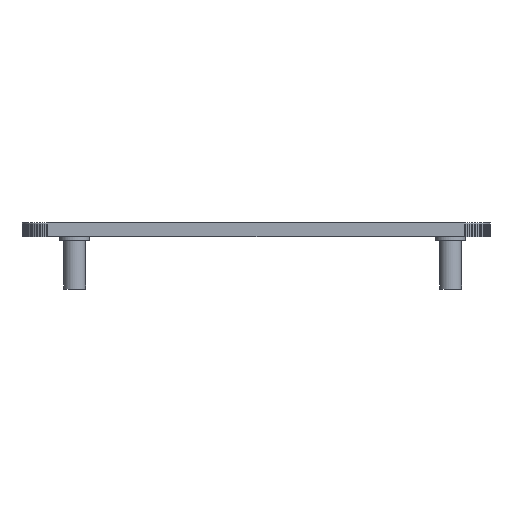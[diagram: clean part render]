
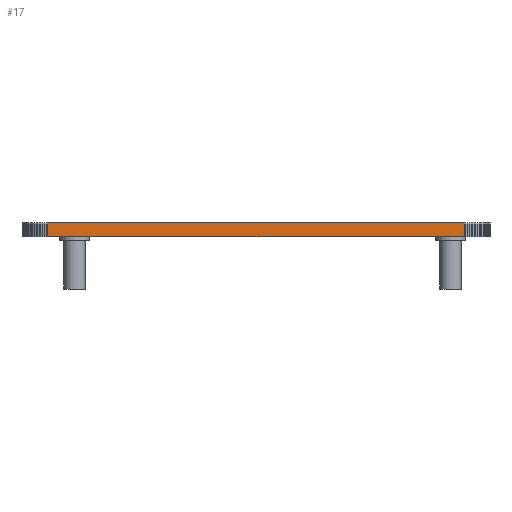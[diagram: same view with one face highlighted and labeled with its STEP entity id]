
A CAD part, left-side view. The second image highlights one B-rep face of the part: STEP entity #17.
In plain terms, the highlighted free-form (B-spline) face has degree [1, 1] with [2, 2] control points.
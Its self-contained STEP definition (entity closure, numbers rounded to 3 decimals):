
#17 = ADVANCED_FACE('',(#18),#31,.T.);
#18 = FACE_BOUND('',#19,.T.);
#19 = EDGE_LOOP('',(#20,#54,#87,#114));
#20 = ORIENTED_EDGE('',*,*,#21,.T.);
#21 = EDGE_CURVE('',#22,#24,#26,.T.);
#22 = VERTEX_POINT('',#23);
#23 = CARTESIAN_POINT('',(13.716,2.587,12.
    ));
#24 = VERTEX_POINT('',#25);
#25 = CARTESIAN_POINT('',(13.716,2.587,15.
    ));
#26 = SURFACE_CURVE('',#27,(#30,#42),.PCURVE_S1.);
#27 = B_SPLINE_CURVE_WITH_KNOTS('',1,(#28,#29),.UNSPECIFIED.,.F.,.F.,(2,
    2),(0.,472.441),.PIECEWISE_BEZIER_KNOTS.);
#28 = CARTESIAN_POINT('',(13.716,2.587,12.
    ));
#29 = CARTESIAN_POINT('',(13.716,2.587,15.
    ));
#30 = PCURVE('',#31,#36);
#31 = B_SPLINE_SURFACE_WITH_KNOTS('',1,1,(
    (#32,#33)
    ,(#34,#35
  )),.UNSPECIFIED.,.F.,.F.,.F.,(2,2),(2,2),(0.,3556.299),(-472.441
    ,0.),.PIECEWISE_BEZIER_KNOTS.);
#32 = CARTESIAN_POINT('',(13.716,2.587,15.
    ));
#33 = CARTESIAN_POINT('',(13.716,2.587,12.
    ));
#34 = CARTESIAN_POINT('',(13.716,92.917,
    15.));
#35 = CARTESIAN_POINT('',(13.716,92.917,
    12.));
#36 = DEFINITIONAL_REPRESENTATION('',(#37),#41);
#37 = B_SPLINE_CURVE_WITH_KNOTS('',2,(#38,#39,#40),.UNSPECIFIED.,.F.,.F.
  ,(3,3),(0.,472.441),.PIECEWISE_BEZIER_KNOTS.);
#38 = CARTESIAN_POINT('',(0.,0.));
#39 = CARTESIAN_POINT('',(0.,-236.22));
#40 = CARTESIAN_POINT('',(0.,-472.441));
#41 = ( GEOMETRIC_REPRESENTATION_CONTEXT(2) 
PARAMETRIC_REPRESENTATION_CONTEXT() REPRESENTATION_CONTEXT('2D SPACE',''
  ) );
#42 = PCURVE('',#43,#48);
#43 = B_SPLINE_SURFACE_WITH_KNOTS('',1,1,(
    (#44,#45)
    ,(#46,#47
    )),.UNSPECIFIED.,.F.,.F.,.F.,(2,2),(2,2),(0.,15.148),(
    -472.441,0.),.PIECEWISE_BEZIER_KNOTS.);
#44 = CARTESIAN_POINT('',(13.729,2.202,15.
    ));
#45 = CARTESIAN_POINT('',(13.729,2.202,12.
    ));
#46 = CARTESIAN_POINT('',(13.716,2.587,15.
    ));
#47 = CARTESIAN_POINT('',(13.716,2.587,12.
    ));
#48 = DEFINITIONAL_REPRESENTATION('',(#49),#53);
#49 = B_SPLINE_CURVE_WITH_KNOTS('',2,(#50,#51,#52),.UNSPECIFIED.,.F.,.F.
  ,(3,3),(0.,472.441),.PIECEWISE_BEZIER_KNOTS.);
#50 = CARTESIAN_POINT('',(15.148,0.));
#51 = CARTESIAN_POINT('',(15.148,-236.22));
#52 = CARTESIAN_POINT('',(15.148,-472.441));
#53 = ( GEOMETRIC_REPRESENTATION_CONTEXT(2) 
PARAMETRIC_REPRESENTATION_CONTEXT() REPRESENTATION_CONTEXT('2D SPACE',''
  ) );
#54 = ORIENTED_EDGE('',*,*,#55,.T.);
#55 = EDGE_CURVE('',#24,#56,#58,.T.);
#56 = VERTEX_POINT('',#57);
#57 = CARTESIAN_POINT('',(13.716,92.917,
    15.));
#58 = SURFACE_CURVE('',#59,(#62,#69),.PCURVE_S1.);
#59 = B_SPLINE_CURVE_WITH_KNOTS('',1,(#60,#61),.UNSPECIFIED.,.F.,.F.,(2,
    2),(0.,3556.299),.PIECEWISE_BEZIER_KNOTS.);
#60 = CARTESIAN_POINT('',(13.716,2.587,15.
    ));
#61 = CARTESIAN_POINT('',(13.716,92.917,
    15.));
#62 = PCURVE('',#31,#63);
#63 = DEFINITIONAL_REPRESENTATION('',(#64),#68);
#64 = B_SPLINE_CURVE_WITH_KNOTS('',2,(#65,#66,#67),.UNSPECIFIED.,.F.,.F.
  ,(3,3),(0.,3556.299),.PIECEWISE_BEZIER_KNOTS.);
#65 = CARTESIAN_POINT('',(0.,-472.441));
#66 = CARTESIAN_POINT('',(1778.15,-472.441));
#67 = CARTESIAN_POINT('',(3556.299,-472.441));
#68 = ( GEOMETRIC_REPRESENTATION_CONTEXT(2) 
PARAMETRIC_REPRESENTATION_CONTEXT() REPRESENTATION_CONTEXT('2D SPACE',''
  ) );
#69 = PCURVE('',#70,#75);
#70 = B_SPLINE_SURFACE_WITH_KNOTS('',1,1,(
    (#71,#72)
    ,(#73,#74
    )),.UNSPECIFIED.,.F.,.F.,.F.,(2,2),(2,2),(-5472.5,5472.5),(
    -2000.,2000.),.PIECEWISE_BEZIER_KNOTS.);
#71 = CARTESIAN_POINT('',(291.72,-3.048,
    15.));
#72 = CARTESIAN_POINT('',(291.72,98.552,
    15.));
#73 = CARTESIAN_POINT('',(13.716,-3.048,
    15.));
#74 = CARTESIAN_POINT('',(13.716,98.552,
    15.));
#75 = DEFINITIONAL_REPRESENTATION('',(#76),#86);
#76 = B_SPLINE_CURVE_WITH_KNOTS('',8,(#77,#78,#79,#80,#81,#82,#83,#84,
    #85),.UNSPECIFIED.,.F.,.F.,(9,9),(0.,3556.299),
  .PIECEWISE_BEZIER_KNOTS.);
#77 = CARTESIAN_POINT('',(5472.5,-1778.15));
#78 = CARTESIAN_POINT('',(5472.5,-1333.612));
#79 = CARTESIAN_POINT('',(5472.5,-889.075));
#80 = CARTESIAN_POINT('',(5472.5,-444.537));
#81 = CARTESIAN_POINT('',(5472.5,0.));
#82 = CARTESIAN_POINT('',(5472.5,444.537));
#83 = CARTESIAN_POINT('',(5472.5,889.075));
#84 = CARTESIAN_POINT('',(5472.5,1333.612));
#85 = CARTESIAN_POINT('',(5472.5,1778.15));
#86 = ( GEOMETRIC_REPRESENTATION_CONTEXT(2) 
PARAMETRIC_REPRESENTATION_CONTEXT() REPRESENTATION_CONTEXT('2D SPACE',''
  ) );
#87 = ORIENTED_EDGE('',*,*,#88,.F.);
#88 = EDGE_CURVE('',#89,#56,#91,.T.);
#89 = VERTEX_POINT('',#90);
#90 = CARTESIAN_POINT('',(13.716,92.917,
    12.));
#91 = SURFACE_CURVE('',#92,(#95,#102),.PCURVE_S1.);
#92 = B_SPLINE_CURVE_WITH_KNOTS('',1,(#93,#94),.UNSPECIFIED.,.F.,.F.,(2,
    2),(0.,472.441),.PIECEWISE_BEZIER_KNOTS.);
#93 = CARTESIAN_POINT('',(13.716,92.917,
    12.));
#94 = CARTESIAN_POINT('',(13.716,92.917,
    15.));
#95 = PCURVE('',#31,#96);
#96 = DEFINITIONAL_REPRESENTATION('',(#97),#101);
#97 = B_SPLINE_CURVE_WITH_KNOTS('',2,(#98,#99,#100),.UNSPECIFIED.,.F.,
  .F.,(3,3),(0.,472.441),.PIECEWISE_BEZIER_KNOTS.);
#98 = CARTESIAN_POINT('',(3556.299,0.));
#99 = CARTESIAN_POINT('',(3556.299,-236.22));
#100 = CARTESIAN_POINT('',(3556.299,-472.441));
#101 = ( GEOMETRIC_REPRESENTATION_CONTEXT(2) 
PARAMETRIC_REPRESENTATION_CONTEXT() REPRESENTATION_CONTEXT('2D SPACE',''
  ) );
#102 = PCURVE('',#103,#108);
#103 = B_SPLINE_SURFACE_WITH_KNOTS('',1,1,(
    (#104,#105)
    ,(#106,#107
    )),.UNSPECIFIED.,.F.,.F.,.F.,(2,2),(2,2),(0.,15.148),(
    -472.441,0.),.PIECEWISE_BEZIER_KNOTS.);
#104 = CARTESIAN_POINT('',(13.716,92.917,
    15.));
#105 = CARTESIAN_POINT('',(13.716,92.917,
    12.));
#106 = CARTESIAN_POINT('',(13.729,93.302,
    15.));
#107 = CARTESIAN_POINT('',(13.729,93.302,
    12.));
#108 = DEFINITIONAL_REPRESENTATION('',(#109),#113);
#109 = B_SPLINE_CURVE_WITH_KNOTS('',2,(#110,#111,#112),.UNSPECIFIED.,.F.
  ,.F.,(3,3),(0.,472.441),.PIECEWISE_BEZIER_KNOTS.);
#110 = CARTESIAN_POINT('',(0.,0.));
#111 = CARTESIAN_POINT('',(0.,-236.22));
#112 = CARTESIAN_POINT('',(0.,-472.441));
#113 = ( GEOMETRIC_REPRESENTATION_CONTEXT(2) 
PARAMETRIC_REPRESENTATION_CONTEXT() REPRESENTATION_CONTEXT('2D SPACE',''
  ) );
#114 = ORIENTED_EDGE('',*,*,#115,.F.);
#115 = EDGE_CURVE('',#22,#89,#116,.T.);
#116 = SURFACE_CURVE('',#117,(#120,#127),.PCURVE_S1.);
#117 = B_SPLINE_CURVE_WITH_KNOTS('',1,(#118,#119),.UNSPECIFIED.,.F.,.F.,
  (2,2),(0.,3556.299),.PIECEWISE_BEZIER_KNOTS.);
#118 = CARTESIAN_POINT('',(13.716,2.587,
    12.));
#119 = CARTESIAN_POINT('',(13.716,92.917,
    12.));
#120 = PCURVE('',#31,#121);
#121 = DEFINITIONAL_REPRESENTATION('',(#122),#126);
#122 = B_SPLINE_CURVE_WITH_KNOTS('',2,(#123,#124,#125),.UNSPECIFIED.,.F.
  ,.F.,(3,3),(0.,3556.299),.PIECEWISE_BEZIER_KNOTS.);
#123 = CARTESIAN_POINT('',(0.,0.));
#124 = CARTESIAN_POINT('',(1778.15,0.));
#125 = CARTESIAN_POINT('',(3556.299,0.));
#126 = ( GEOMETRIC_REPRESENTATION_CONTEXT(2) 
PARAMETRIC_REPRESENTATION_CONTEXT() REPRESENTATION_CONTEXT('2D SPACE',''
  ) );
#127 = PCURVE('',#128,#133);
#128 = B_SPLINE_SURFACE_WITH_KNOTS('',1,1,(
    (#129,#130)
    ,(#131,#132
    )),.UNSPECIFIED.,.F.,.F.,.F.,(2,2),(2,2),(-5472.5,5472.5),(
    -2000.,2000.),.PIECEWISE_BEZIER_KNOTS.);
#129 = CARTESIAN_POINT('',(291.72,-3.048,
    12.));
#130 = CARTESIAN_POINT('',(291.72,98.552,
    12.));
#131 = CARTESIAN_POINT('',(13.716,-3.048,
    12.));
#132 = CARTESIAN_POINT('',(13.716,98.552,
    12.));
#133 = DEFINITIONAL_REPRESENTATION('',(#134),#144);
#134 = B_SPLINE_CURVE_WITH_KNOTS('',8,(#135,#136,#137,#138,#139,#140,
    #141,#142,#143),.UNSPECIFIED.,.F.,.F.,(9,9),(0.,3556.299),
  .PIECEWISE_BEZIER_KNOTS.);
#135 = CARTESIAN_POINT('',(5472.5,-1778.15));
#136 = CARTESIAN_POINT('',(5472.5,-1333.612));
#137 = CARTESIAN_POINT('',(5472.5,-889.075));
#138 = CARTESIAN_POINT('',(5472.5,-444.537));
#139 = CARTESIAN_POINT('',(5472.5,0.));
#140 = CARTESIAN_POINT('',(5472.5,444.537));
#141 = CARTESIAN_POINT('',(5472.5,889.075));
#142 = CARTESIAN_POINT('',(5472.5,1333.612));
#143 = CARTESIAN_POINT('',(5472.5,1778.15));
#144 = ( GEOMETRIC_REPRESENTATION_CONTEXT(2) 
PARAMETRIC_REPRESENTATION_CONTEXT() REPRESENTATION_CONTEXT('2D SPACE',''
  ) );
